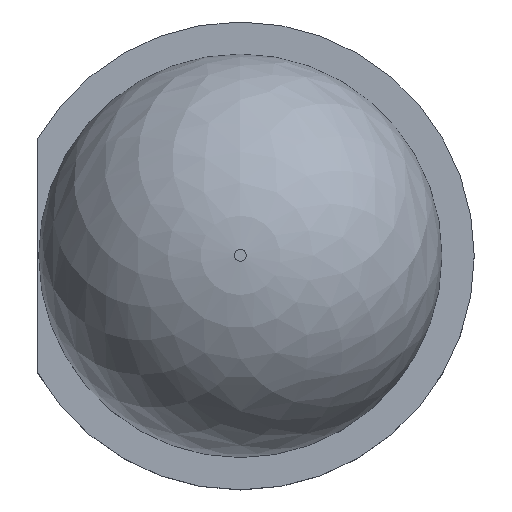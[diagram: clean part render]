
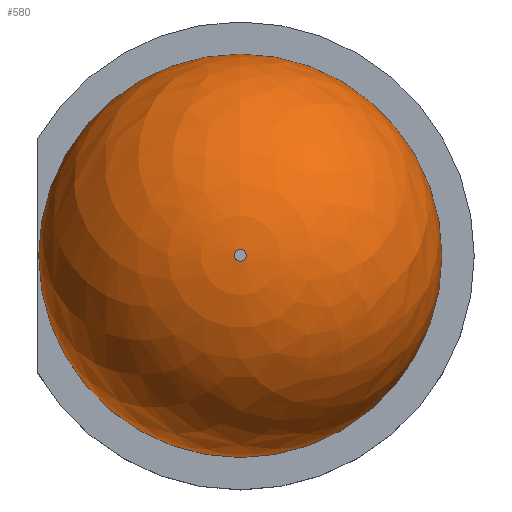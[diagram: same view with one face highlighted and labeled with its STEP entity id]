
A CAD part, top view. The second image highlights one B-rep face of the part: STEP entity #580.
In plain terms, the highlighted face is a revolution surface.
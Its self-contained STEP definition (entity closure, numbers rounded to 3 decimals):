
#450 = EDGE_CURVE('',#451,#451,#453,.T.);
#451 = VERTEX_POINT('',#452);
#452 = CARTESIAN_POINT('',(0.,2.5,2.572));
#453 = CIRCLE('',#454,2.5);
#454 = AXIS2_PLACEMENT_3D('',#455,#456,#457);
#455 = CARTESIAN_POINT('',(0.,0.,2.572));
#456 = DIRECTION('',(0.,0.,-1.));
#457 = DIRECTION('',(0.,1.,0.));
#567 = EDGE_CURVE('',#568,#568,#570,.T.);
#568 = VERTEX_POINT('',#569);
#569 = CARTESIAN_POINT('',(0.,0.072,5.));
#570 = CIRCLE('',#571,0.072);
#571 = AXIS2_PLACEMENT_3D('',#572,#573,#574);
#572 = CARTESIAN_POINT('',(0.,0.,5.));
#573 = DIRECTION('',(0.,0.,-1.));
#574 = DIRECTION('',(0.,1.,0.));
#580 = ADVANCED_FACE('',(#581),#593,.F.);
#581 = FACE_BOUND('',#582,.F.);
#582 = EDGE_LOOP('',(#583,#584,#591,#592));
#583 = ORIENTED_EDGE('',*,*,#450,.T.);
#584 = ORIENTED_EDGE('',*,*,#585,.T.);
#585 = EDGE_CURVE('',#451,#568,#586,.T.);
#586 = CIRCLE('',#587,2.428);
#587 = AXIS2_PLACEMENT_3D('',#588,#589,#590);
#588 = CARTESIAN_POINT('',(0.,0.072,2.572));
#589 = DIRECTION('',(1.,0.,0.));
#590 = DIRECTION('',(0.,1.,0.));
#591 = ORIENTED_EDGE('',*,*,#567,.F.);
#592 = ORIENTED_EDGE('',*,*,#585,.F.);
#593 = SURFACE_OF_REVOLUTION('',#594,#599);
#594 = CIRCLE('',#595,2.428);
#595 = AXIS2_PLACEMENT_3D('',#596,#597,#598);
#596 = CARTESIAN_POINT('',(0.,0.072,2.572));
#597 = DIRECTION('',(1.,0.,0.));
#598 = DIRECTION('',(0.,1.,0.));
#599 = AXIS1_PLACEMENT('',#600,#601);
#600 = CARTESIAN_POINT('',(0.,0.,0.));
#601 = DIRECTION('',(0.,0.,-1.));
